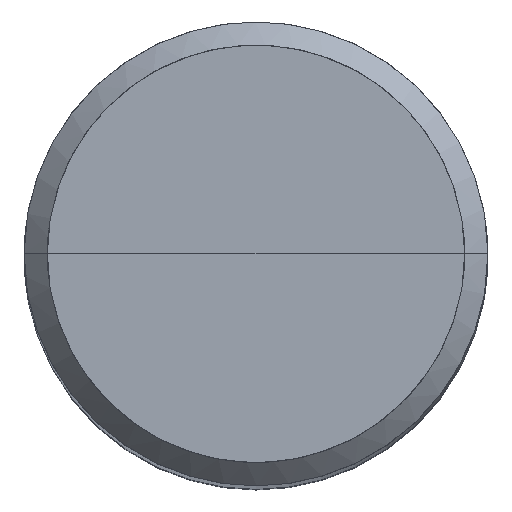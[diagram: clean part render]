
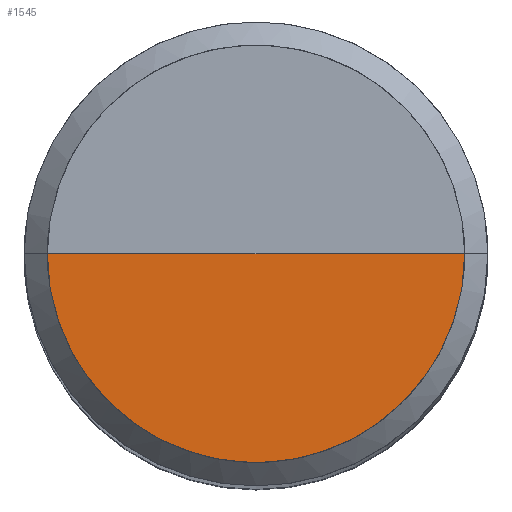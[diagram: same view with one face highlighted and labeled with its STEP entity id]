
A CAD part, top view. The second image highlights one B-rep face of the part: STEP entity #1545.
In plain terms, the highlighted free-form (B-spline) face has degree [1, 2] with [2, 5] control points.
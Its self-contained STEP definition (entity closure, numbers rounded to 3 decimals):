
#1190=CARTESIAN_POINT('',(6.3,0.0,55.0));
#1194=CARTESIAN_POINT('',(-6.3,0.0,55.0));
#1195=CARTESIAN_POINT('',(0.0,0.0,55.0));
#1202=CARTESIAN_POINT('',(-6.3,-6.3,55.0));
#1203=CARTESIAN_POINT('',(0.0,-6.3,55.0));
#1204=CARTESIAN_POINT('',(6.3,-6.3,55.0));
#1530=(
BOUNDED_SURFACE()
B_SPLINE_SURFACE(1,2,(
(#1194,#1202,#1203,#1204,#1190),
(#1195,#1195,#1195,#1195,#1195)
), .UNSPECIFIED.,.F.,.F.,.F.)
B_SPLINE_SURFACE_WITH_KNOTS((2,2),(3,2,3),(
0.0,1.0),(
0.0,0.5,1.0), .UNSPECIFIED.)
GEOMETRIC_REPRESENTATION_ITEM()
RATIONAL_B_SPLINE_SURFACE(((1.0,0.707,1.0,0.707,1.0),
(1.0,0.707,1.0,0.707,1.0)
))
REPRESENTATION_ITEM('')
SURFACE()
);
#1531=(
BOUNDED_CURVE()
B_SPLINE_CURVE(2,(#1190,#1204,#1203,#1202,#1194),.UNSPECIFIED.,.F.,.F.)
B_SPLINE_CURVE_WITH_KNOTS((3,2,3),
(0.0,0.5,1.0),.UNSPECIFIED.)
CURVE()
GEOMETRIC_REPRESENTATION_ITEM()
RATIONAL_B_SPLINE_CURVE((1.0,0.707,1.0,0.707,1.0))
REPRESENTATION_ITEM('')
);
#1532=(
BOUNDED_CURVE()
B_SPLINE_CURVE(1,(#1194,#1195),.UNSPECIFIED.,.F.,.F.)
B_SPLINE_CURVE_WITH_KNOTS((2,2),
(0.0,1.0),.UNSPECIFIED.)
CURVE()
GEOMETRIC_REPRESENTATION_ITEM()
RATIONAL_B_SPLINE_CURVE((1.0,1.0))
REPRESENTATION_ITEM('')
);
#1533=(
BOUNDED_CURVE()
B_SPLINE_CURVE(1,(#1195,#1190),.UNSPECIFIED.,.F.,.F.)
B_SPLINE_CURVE_WITH_KNOTS((2,2),
(0.0,1.0),.UNSPECIFIED.)
CURVE()
GEOMETRIC_REPRESENTATION_ITEM()
RATIONAL_B_SPLINE_CURVE((1.0,1.0))
REPRESENTATION_ITEM('')
);
#1534=VERTEX_POINT('',#1190);
#1535=VERTEX_POINT('',#1194);
#1536=VERTEX_POINT('',#1195);
#1537=EDGE_CURVE('',#1534,#1535,#1531,.T.);
#1538=EDGE_CURVE('',#1535,#1536,#1532,.T.);
#1539=EDGE_CURVE('',#1536,#1534,#1533,.T.);
#1540=ORIENTED_EDGE('',*,*,#1537,.T.);
#1541=ORIENTED_EDGE('',*,*,#1538,.T.);
#1542=ORIENTED_EDGE('',*,*,#1539,.T.);
#1543=EDGE_LOOP('',(#1540,#1541,#1542));
#1544=FACE_OUTER_BOUND('',#1543,.T.);
#1545=ADVANCED_FACE('',(#1544),#1530,.T.);
